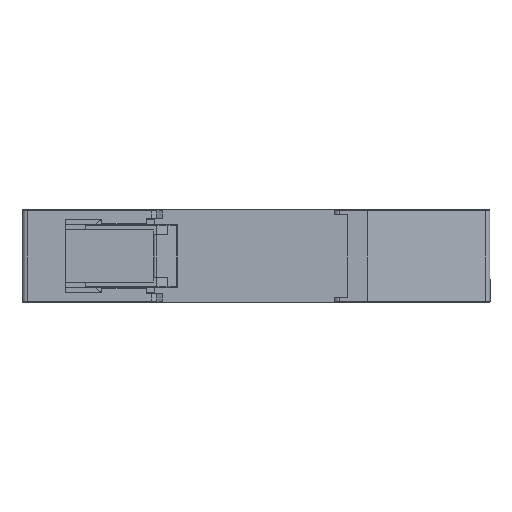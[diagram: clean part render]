
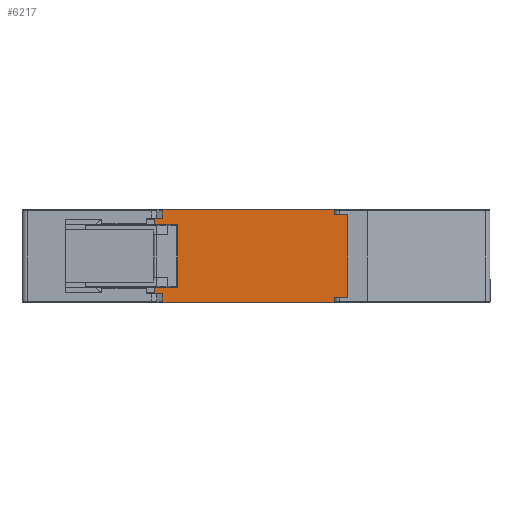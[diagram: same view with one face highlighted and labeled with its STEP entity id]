
A CAD part, front view. The second image highlights one B-rep face of the part: STEP entity #6217.
In plain terms, the highlighted planar face has unit normal (0, -1, 0).
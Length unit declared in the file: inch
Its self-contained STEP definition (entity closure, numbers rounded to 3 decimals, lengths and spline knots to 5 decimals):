
#53 = LINE ( 'NONE', #757, #2354 ) ;
#139 = DIRECTION ( 'NONE',  ( 0., 0., -1. ) ) ;
#191 = DIRECTION ( 'NONE',  ( 1., 0., 0. ) ) ;
#350 = EDGE_CURVE ( 'NONE', #3780, #1592, #1637, .T. ) ;
#439 = EDGE_CURVE ( 'NONE', #6630, #1529, #5133, .T. ) ;
#563 = EDGE_LOOP ( 'NONE', ( #3509, #7345, #5047, #3560, #766, #8010, #4805, #1840, #3881, #3584, #4260, #3956 ) ) ;
#757 = CARTESIAN_POINT ( 'NONE',  ( 0.69291, -0.03937, -0.28346 ) ) ;
#766 = ORIENTED_EDGE ( 'NONE', *, *, #7266, .T. ) ;
#832 = LINE ( 'NONE', #2269, #2067 ) ;
#893 = VERTEX_POINT ( 'NONE', #8503 ) ;
#943 = CARTESIAN_POINT ( 'NONE',  ( 0.69291, -0.03937, 0. ) ) ;
#971 = CARTESIAN_POINT ( 'NONE',  ( -0.70866, -0.03937, 0. ) ) ;
#995 = LINE ( 'NONE', #5600, #5679 ) ;
#1446 = CARTESIAN_POINT ( 'NONE',  ( -0.0219, -0.03937, 0.35039 ) ) ;
#1457 = EDGE_CURVE ( 'NONE', #2225, #1529, #53, .T. ) ;
#1529 = VERTEX_POINT ( 'NONE', #1791 ) ;
#1592 = VERTEX_POINT ( 'NONE', #8356 ) ;
#1637 = LINE ( 'NONE', #971, #6954 ) ;
#1791 = CARTESIAN_POINT ( 'NONE',  ( -0.70866, -0.03937, -0.28346 ) ) ;
#1840 = ORIENTED_EDGE ( 'NONE', *, *, #4157, .T. ) ;
#1961 = LINE ( 'NONE', #1446, #3964 ) ;
#2067 = VECTOR ( 'NONE', #3516, 39.37008 ) ;
#2202 = DIRECTION ( 'NONE',  ( 1., 0., 0. ) ) ;
#2225 = VERTEX_POINT ( 'NONE', #2812 ) ;
#2240 = EDGE_CURVE ( 'NONE', #5901, #4495, #5372, .T. ) ;
#2269 = CARTESIAN_POINT ( 'NONE',  ( -0.82677, -0.03937, 0.28346 ) ) ;
#2275 = FACE_OUTER_BOUND ( 'NONE', #563, .T. ) ;
#2325 = CARTESIAN_POINT ( 'NONE',  ( -1.10398, -0.03937, 0. ) ) ;
#2354 = VECTOR ( 'NONE', #6931, 39.37008 ) ;
#2416 = CARTESIAN_POINT ( 'NONE',  ( 0.69291, -0.03937, -0.35039 ) ) ;
#2510 = CARTESIAN_POINT ( 'NONE',  ( -0.82677, -0.03937, 0.24213 ) ) ;
#2550 = DIRECTION ( 'NONE',  ( 0., 0., 1. ) ) ;
#2565 = DIRECTION ( 'NONE',  ( -1., 0., 0. ) ) ;
#2616 = AXIS2_PLACEMENT_3D ( 'NONE', #6881, #4284, #6963 ) ;
#2682 = VECTOR ( 'NONE', #4191, 39.37008 ) ;
#2812 = CARTESIAN_POINT ( 'NONE',  ( -0.82677, -0.03937, -0.28346 ) ) ;
#2823 = LINE ( 'NONE', #2325, #6964 ) ;
#2840 = DIRECTION ( 'NONE',  ( 1., 0., 0. ) ) ;
#3026 = DIRECTION ( 'NONE',  ( 0., 0., 1. ) ) ;
#3186 = LINE ( 'NONE', #3897, #3409 ) ;
#3382 = EDGE_CURVE ( 'NONE', #1592, #8311, #1961, .T. ) ;
#3409 = VECTOR ( 'NONE', #2565, 39.37008 ) ;
#3509 = ORIENTED_EDGE ( 'NONE', *, *, #4684, .T. ) ;
#3516 = DIRECTION ( 'NONE',  ( 0., 0., -1. ) ) ;
#3542 = EDGE_CURVE ( 'NONE', #893, #8454, #995, .T. ) ;
#3560 = ORIENTED_EDGE ( 'NONE', *, *, #8737, .T. ) ;
#3584 = ORIENTED_EDGE ( 'NONE', *, *, #2240, .T. ) ;
#3591 = LINE ( 'NONE', #6316, #4788 ) ;
#3672 = DIRECTION ( 'NONE',  ( 0., 0., 1. ) ) ;
#3767 = CARTESIAN_POINT ( 'NONE',  ( -0.70866, -0.03937, 0.28346 ) ) ;
#3780 = VERTEX_POINT ( 'NONE', #3767 ) ;
#3871 = VECTOR ( 'NONE', #2550, 39.37008 ) ;
#3881 = ORIENTED_EDGE ( 'NONE', *, *, #8325, .T. ) ;
#3897 = CARTESIAN_POINT ( 'NONE',  ( 0.69291, -0.03937, 0.28346 ) ) ;
#3935 = EDGE_CURVE ( 'NONE', #4495, #893, #2823, .T. ) ;
#3956 = ORIENTED_EDGE ( 'NONE', *, *, #3542, .T. ) ;
#3964 = VECTOR ( 'NONE', #2840, 39.37008 ) ;
#4031 = CARTESIAN_POINT ( 'NONE',  ( 0.69291, -0.03937, 0.24213 ) ) ;
#4157 = EDGE_CURVE ( 'NONE', #3780, #7255, #3186, .T. ) ;
#4191 = DIRECTION ( 'NONE',  ( 0., 0., -1. ) ) ;
#4260 = ORIENTED_EDGE ( 'NONE', *, *, #3935, .T. ) ;
#4284 = DIRECTION ( 'NONE',  ( 0., -1., 0. ) ) ;
#4343 = CARTESIAN_POINT ( 'NONE',  ( -0.82677, -0.03937, 0.28346 ) ) ;
#4372 = CARTESIAN_POINT ( 'NONE',  ( -1.10398, -0.03937, 0.24213 ) ) ;
#4495 = VERTEX_POINT ( 'NONE', #4372 ) ;
#4684 = EDGE_CURVE ( 'NONE', #8454, #2225, #7581, .T. ) ;
#4788 = VECTOR ( 'NONE', #191, 39.37008 ) ;
#4805 = ORIENTED_EDGE ( 'NONE', *, *, #350, .F. ) ;
#5047 = ORIENTED_EDGE ( 'NONE', *, *, #439, .F. ) ;
#5133 = LINE ( 'NONE', #5894, #3871 ) ;
#5372 = LINE ( 'NONE', #4031, #8496 ) ;
#5600 = CARTESIAN_POINT ( 'NONE',  ( 0.69291, -0.03937, -0.24213 ) ) ;
#5679 = VECTOR ( 'NONE', #2202, 39.37008 ) ;
#5779 = CARTESIAN_POINT ( 'NONE',  ( -0.82677, -0.03937, 0.28346 ) ) ;
#5894 = CARTESIAN_POINT ( 'NONE',  ( -0.70866, -0.03937, 0. ) ) ;
#5901 = VERTEX_POINT ( 'NONE', #2510 ) ;
#6217 = ADVANCED_FACE ( 'NONE', ( #2275 ), #7551, .T. ) ;
#6316 = CARTESIAN_POINT ( 'NONE',  ( -0.0219, -0.03937, -0.35039 ) ) ;
#6416 = CARTESIAN_POINT ( 'NONE',  ( 0.69291, -0.03937, 0.35039 ) ) ;
#6553 = CARTESIAN_POINT ( 'NONE',  ( -0.70866, -0.03937, -0.35039 ) ) ;
#6630 = VERTEX_POINT ( 'NONE', #6553 ) ;
#6751 = DIRECTION ( 'NONE',  ( -1., 0., 0. ) ) ;
#6881 = CARTESIAN_POINT ( 'NONE',  ( 0.69291, -0.03937, 0. ) ) ;
#6931 = DIRECTION ( 'NONE',  ( 1., 0., 0. ) ) ;
#6954 = VECTOR ( 'NONE', #3026, 39.37008 ) ;
#6963 = DIRECTION ( 'NONE',  ( 1., 0., 0. ) ) ;
#6964 = VECTOR ( 'NONE', #139, 39.37008 ) ;
#7063 = LINE ( 'NONE', #943, #8522 ) ;
#7076 = VERTEX_POINT ( 'NONE', #2416 ) ;
#7255 = VERTEX_POINT ( 'NONE', #4343 ) ;
#7266 = EDGE_CURVE ( 'NONE', #7076, #8311, #7063, .T. ) ;
#7345 = ORIENTED_EDGE ( 'NONE', *, *, #1457, .T. ) ;
#7551 = PLANE ( 'NONE',  #2616 ) ;
#7581 = LINE ( 'NONE', #5779, #2682 ) ;
#7930 = CARTESIAN_POINT ( 'NONE',  ( -0.82677, -0.03937, -0.24213 ) ) ;
#8010 = ORIENTED_EDGE ( 'NONE', *, *, #3382, .F. ) ;
#8311 = VERTEX_POINT ( 'NONE', #6416 ) ;
#8325 = EDGE_CURVE ( 'NONE', #7255, #5901, #832, .T. ) ;
#8356 = CARTESIAN_POINT ( 'NONE',  ( -0.70866, -0.03937, 0.35039 ) ) ;
#8454 = VERTEX_POINT ( 'NONE', #7930 ) ;
#8496 = VECTOR ( 'NONE', #6751, 39.37008 ) ;
#8503 = CARTESIAN_POINT ( 'NONE',  ( -1.10398, -0.03937, -0.24213 ) ) ;
#8522 = VECTOR ( 'NONE', #3672, 39.37008 ) ;
#8737 = EDGE_CURVE ( 'NONE', #6630, #7076, #3591, .T. ) ;
